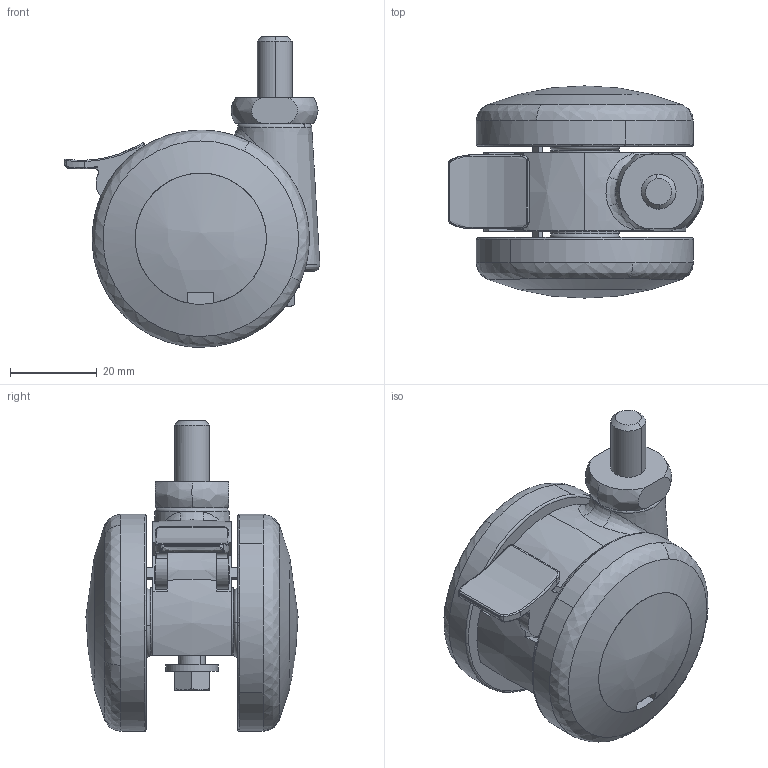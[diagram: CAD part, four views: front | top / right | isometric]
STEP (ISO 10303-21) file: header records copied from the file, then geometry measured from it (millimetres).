
FILE_DESCRIPTION((''),'2;1');
FILE_NAME('','2006-10-31T08:30:00',(''),(''),'','CADfix','');
FILE_SCHEMA(('AUTOMOTIVE_DESIGN'));
Length unit declared in the file: millimetre
Products named in the file (6): lever; wheel_mr; wheel; main shaft; body; e50N8S_3513_36
Assembly tree (5 placements, depth 2):
  e50N8S_3513_36
    lever
    wheel_mr
    wheel
    main shaft
    body
Bounding box: 58.83 x 48.83 x 71.5 mm (x, y, z)
Volume: 62661 mm3; surface area: 26974 mm2
Topology: 5 solids, 5 shells, 211 faces, 609 edges, 419 vertices
Faces by surface type: bspline 211
Entity records: 23844 total; most frequent: CARTESIAN_POINT 20414, ORIENTED_EDGE 1210, EDGE_CURVE 605, VERTEX_POINT 419, EDGE_LOOP 236, FACE_OUTER_BOUND 211, ADVANCED_FACE 211, QUASI_UNIFORM_CURVE 193
